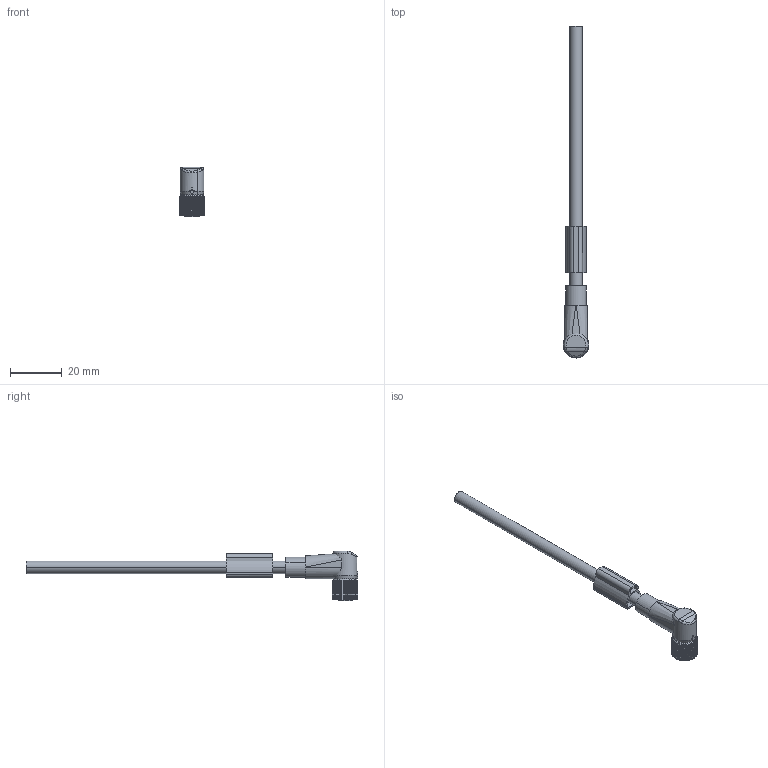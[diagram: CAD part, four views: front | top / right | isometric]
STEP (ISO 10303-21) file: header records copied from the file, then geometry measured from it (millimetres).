
FILE_DESCRIPTION(('CATIA V5 STEP Exchange','CAx-IF Rec.Pracs.--- Model Styling and Organization---1.5--- 2016-08-15','CAx-IF Rec.Pracs.---Supplemental Geometry---1.0---2011-11-01','CAx-IF Rec.Pracs.--- Composite Materials ---1.1---2010-07-15'),'2;1');
FILE_NAME ('335972-2_0', '2025-03-03T11:24:34+00:00', ('none'), ('Weidmueller'), 'CATIA Version 5-6 Release 2022 SP4 HF5', 'CATIA V5 STEP AP214 v3', 'none');
FILE_SCHEMA(('AUTOMOTIVE_DESIGN { 1 0 10303 214 1 1 1 1 }'));
Length unit declared in the file: millimetre
Products named in the file (1): 1927340000
Bounding box: 9.91 x 127.75 x 19.1 mm (x, y, z)
Volume: 4431.5 mm3; surface area: 4428.1 mm2
Topology: 1 solids, 8 shells, 413 faces, 1110 edges, 729 vertices
Faces by surface type: plane 246, cylinder 96, cone 34, torus 21, bspline 12, revolution 2, sphere 2
Entity records: 13707 total; most frequent: CARTESIAN_POINT 4442, ORIENTED_EDGE 2216, DIRECTION 1260, EDGE_CURVE 1108, VERTEX_POINT 729, AXIS2_PLACEMENT_3D 546, B_SPLINE_CURVE_WITH_KNOTS 444, EDGE_LOOP 437
